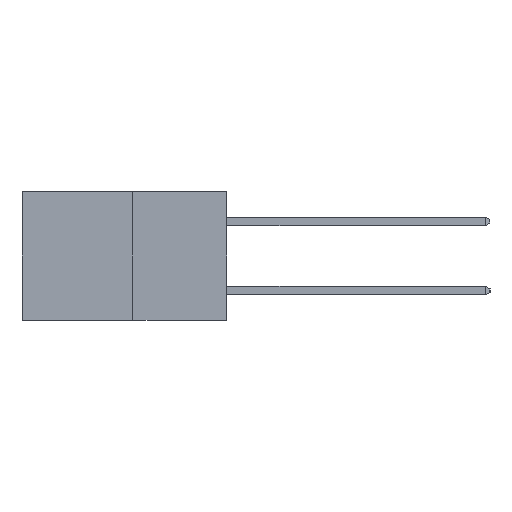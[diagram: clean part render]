
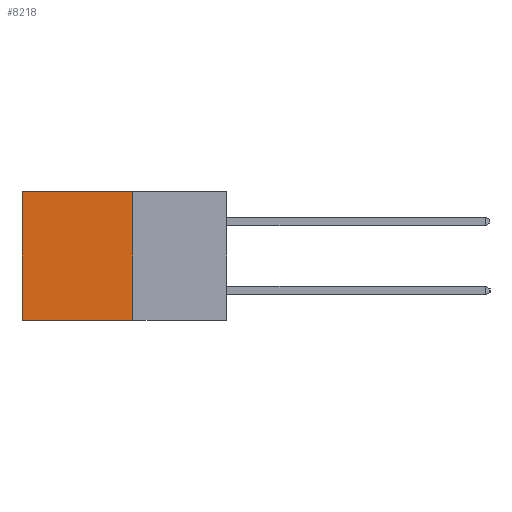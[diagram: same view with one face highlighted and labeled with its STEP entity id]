
A CAD part, left-side view. The second image highlights one B-rep face of the part: STEP entity #8218.
In plain terms, the highlighted planar face has unit normal (-1, 0, 0).
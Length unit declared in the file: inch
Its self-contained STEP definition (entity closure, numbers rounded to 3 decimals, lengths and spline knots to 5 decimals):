
#166 = CARTESIAN_POINT ( 'NONE',  ( 0.277, 0.59, 0. ) ) ;
#282 = CARTESIAN_POINT ( 'NONE',  ( 0.277, 0.27, 0. ) ) ;
#526 = PLANE ( 'NONE',  #2890 ) ;
#822 = VERTEX_POINT ( 'NONE', #166 ) ;
#938 = VERTEX_POINT ( 'NONE', #9187 ) ;
#1146 = CARTESIAN_POINT ( 'NONE',  ( 0.277, 0.27, 0. ) ) ;
#1898 = CARTESIAN_POINT ( 'NONE',  ( 0.277, 0.27, -0.37 ) ) ;
#2028 = LINE ( 'NONE', #282, #9481 ) ;
#2282 = EDGE_CURVE ( 'NONE', #822, #938, #6979, .T. ) ;
#2381 = VECTOR ( 'NONE', #3887, 39.37008 ) ;
#2481 = VECTOR ( 'NONE', #7258, 39.37008 ) ;
#2510 = EDGE_CURVE ( 'NONE', #3165, #7024, #4562, .T. ) ;
#2890 = AXIS2_PLACEMENT_3D ( 'NONE', #4329, #8971, #4365 ) ;
#2917 = DIRECTION ( 'NONE',  ( 0., 1., 0. ) ) ;
#3165 = VERTEX_POINT ( 'NONE', #1146 ) ;
#3659 = LINE ( 'NONE', #5235, #9028 ) ;
#3887 = DIRECTION ( 'NONE',  ( 0., 0., -1. ) ) ;
#4329 = CARTESIAN_POINT ( 'NONE',  ( 0.277, 0.27, -0.37 ) ) ;
#4365 = DIRECTION ( 'NONE',  ( 0., 0., -1. ) ) ;
#4482 = ORIENTED_EDGE ( 'NONE', *, *, #2282, .T. ) ;
#4562 = LINE ( 'NONE', #8756, #2481 ) ;
#5235 = CARTESIAN_POINT ( 'NONE',  ( 0.277, 0.27, -0.37 ) ) ;
#6003 = ORIENTED_EDGE ( 'NONE', *, *, #6923, .T. ) ;
#6224 = EDGE_LOOP ( 'NONE', ( #4482, #7821, #7149, #6003 ) ) ;
#6418 = DIRECTION ( 'NONE',  ( 0., 1., 0. ) ) ;
#6923 = EDGE_CURVE ( 'NONE', #3165, #822, #2028, .T. ) ;
#6979 = LINE ( 'NONE', #9278, #2381 ) ;
#7024 = VERTEX_POINT ( 'NONE', #1898 ) ;
#7149 = ORIENTED_EDGE ( 'NONE', *, *, #2510, .F. ) ;
#7258 = DIRECTION ( 'NONE',  ( 0., 0., -1. ) ) ;
#7821 = ORIENTED_EDGE ( 'NONE', *, *, #8998, .F. ) ;
#8218 = ADVANCED_FACE ( 'NONE', ( #8383 ), #526, .F. ) ;
#8383 = FACE_OUTER_BOUND ( 'NONE', #6224, .T. ) ;
#8756 = CARTESIAN_POINT ( 'NONE',  ( 0.277, 0.27, -0.37 ) ) ;
#8971 = DIRECTION ( 'NONE',  ( 1., 0., 0. ) ) ;
#8998 = EDGE_CURVE ( 'NONE', #7024, #938, #3659, .T. ) ;
#9028 = VECTOR ( 'NONE', #2917, 39.37008 ) ;
#9187 = CARTESIAN_POINT ( 'NONE',  ( 0.277, 0.59, -0.37 ) ) ;
#9278 = CARTESIAN_POINT ( 'NONE',  ( 0.277, 0.59, -0.37 ) ) ;
#9481 = VECTOR ( 'NONE', #6418, 39.37008 ) ;
